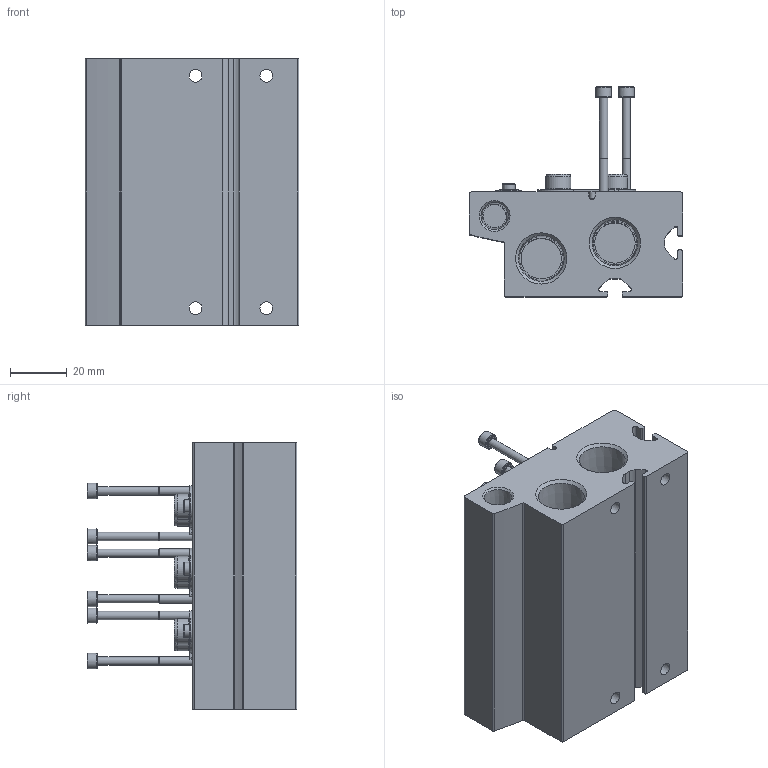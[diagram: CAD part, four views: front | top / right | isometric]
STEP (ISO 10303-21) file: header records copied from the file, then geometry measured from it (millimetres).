
FILE_DESCRIPTION(/* description */ ('STEP AP214'),/* implementation_level */ '2;1');
FILE_NAME(/* name */ '576454_VABM-B10-20E-N38-3-P3',/* time_stamp */ '2024-09-15T20:45:57+02:00',/* author */ ('License CC BY-ND 4.0'),/* organization */ ('CADENAS'),/* preprocessor_version */ 'ST-DEVELOPER v19.3',/* originating_system */ 'PARTsolutions',/* authorisation */ ' ');
FILE_SCHEMA (('AUTOMOTIVE_DESIGN {1 0 10303 214 3 1 1}'));
Length unit declared in the file: millimetre
Products named in the file (7): 576454 VABM-B10-20E-N38-3-P3; 576454 VABM-B10-20E-N38-3-P3---(M); 1715486 VUVS-G18-2---(S); 2833702 F-M3x40-10.9; 1743809 VUVS-M5---(S); 174169 B-3/8-NPT---(Plug); 173985 B-1/8-NPT---(Plug)
Assembly tree (16 placements, depth 2):
  576454 VABM-B10-20E-N38-3-P3
    576454 VABM-B10-20E-N38-3-P3---(M)
    1715486 VUVS-G18-2---(S)  x3
    2833702 F-M3x40-10.9  x6
    1743809 VUVS-M5---(S)  x3
    174169 B-3/8-NPT---(Plug)  x2
    173985 B-1/8-NPT---(Plug)
Bounding box: 75.5 x 74.1 x 94 mm (x, y, z)
Volume: 192876.4 mm3; surface area: 55500.7 mm2
Topology: 16 solids, 16 shells, 643 faces, 1542 edges, 982 vertices
Faces by surface type: plane 328, cylinder 169, cone 122, torus 24
Full cylindrical faces by diameter (mm): 2.459 x6, 2.9 x3, 2.92 x6, 3 x6, 3.242 x1, 3.5 x1, 4.134 x3, 4.2 x3, 4.366 x1, 4.5 x4, 4.6 x3, 5.5 x6, 6 x12, 6.1 x3, 7.938 x2, 8.2 x1, 8.9 x6, 9 x3, 10.8 x6, 14.3 x2
Entity records: 9179 total; most frequent: CARTESIAN_POINT 1670, DIRECTION 1568, ORIENTED_EDGE 1302, EDGE_CURVE 651, AXIS2_PLACEMENT_3D 605, FACE_BOUND 509, EDGE_LOOP 496, VERTEX_POINT 490
